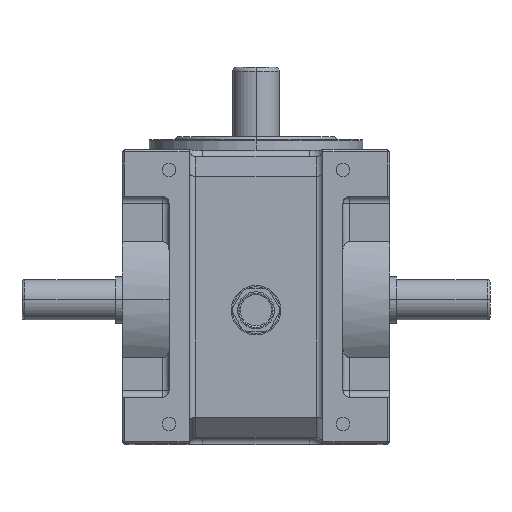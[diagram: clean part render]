
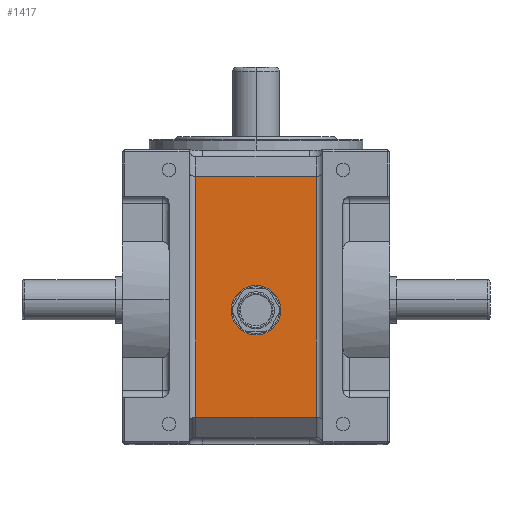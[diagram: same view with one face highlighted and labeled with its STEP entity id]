
A CAD part, top view. The second image highlights one B-rep face of the part: STEP entity #1417.
In plain terms, the highlighted planar face has unit normal (0, 0, 1).
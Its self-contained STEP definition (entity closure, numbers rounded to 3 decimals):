
#121 = CARTESIAN_POINT ( 'NONE',  ( -145., 0., -5. ) ) ;
#327 = CARTESIAN_POINT ( 'NONE',  ( -55., 20., -5. ) ) ;
#790 = ORIENTED_EDGE ( 'NONE', *, *, #14236, .T. ) ;
#1116 = DIRECTION ( 'NONE',  ( 0., 1., 0. ) ) ;
#1417 = ADVANCED_FACE ( 'NONE', ( #11837, #17692 ), #6705, .T. ) ;
#1628 = VECTOR ( 'NONE', #19168, 1000. ) ;
#1669 = EDGE_CURVE ( 'NONE', #8390, #19050, #6963, .T. ) ;
#1684 = DIRECTION ( 'NONE',  ( 0., -1., 0. ) ) ;
#2131 = DIRECTION ( 'NONE',  ( 0., 0., 1. ) ) ;
#2210 = EDGE_CURVE ( 'NONE', #12958, #14574, #2562, .T. ) ;
#2504 = CARTESIAN_POINT ( 'NONE',  ( -50., 20., -5. ) ) ;
#2562 = LINE ( 'NONE', #8724, #3553 ) ;
#2851 = EDGE_CURVE ( 'NONE', #8753, #11641, #14744, .T. ) ;
#3144 = AXIS2_PLACEMENT_3D ( 'NONE', #8928, #13644, #10498 ) ;
#3553 = VECTOR ( 'NONE', #1116, 1000. ) ;
#3600 = CARTESIAN_POINT ( 'NONE',  ( -118.5, 100., -5. ) ) ;
#3651 = EDGE_LOOP ( 'NONE', ( #4697, #3700, #790, #10679 ) ) ;
#3700 = ORIENTED_EDGE ( 'NONE', *, *, #2851, .T. ) ;
#3904 = CARTESIAN_POINT ( 'NONE',  ( -55., 200., -5. ) ) ;
#4289 = LINE ( 'NONE', #8347, #1628 ) ;
#4697 = ORIENTED_EDGE ( 'NONE', *, *, #10109, .T. ) ;
#4897 = EDGE_CURVE ( 'NONE', #19050, #8390, #13986, .T. ) ;
#5531 = CARTESIAN_POINT ( 'NONE',  ( -145., 20., -5. ) ) ;
#5802 = CARTESIAN_POINT ( 'NONE',  ( -100., 100., -5. ) ) ;
#5951 = ORIENTED_EDGE ( 'NONE', *, *, #1669, .F. ) ;
#6705 = PLANE ( 'NONE',  #13710 ) ;
#6963 = CIRCLE ( 'NONE', #3144, 18.5 ) ;
#8347 = CARTESIAN_POINT ( 'NONE',  ( -150., 200., -5. ) ) ;
#8390 = VERTEX_POINT ( 'NONE', #13912 ) ;
#8724 = CARTESIAN_POINT ( 'NONE',  ( -55., 0., -5. ) ) ;
#8753 = VERTEX_POINT ( 'NONE', #15048 ) ;
#8799 = LINE ( 'NONE', #2504, #13954 ) ;
#8928 = CARTESIAN_POINT ( 'NONE',  ( -100., 100., -5. ) ) ;
#9471 = ORIENTED_EDGE ( 'NONE', *, *, #4897, .F. ) ;
#9958 = CARTESIAN_POINT ( 'NONE',  ( -150., 0., -5. ) ) ;
#10109 = EDGE_CURVE ( 'NONE', #14574, #8753, #4289, .T. ) ;
#10433 = DIRECTION ( 'NONE',  ( 0., 0., 1. ) ) ;
#10498 = DIRECTION ( 'NONE',  ( 1., 0., 0. ) ) ;
#10636 = DIRECTION ( 'NONE',  ( 1., 0., 0. ) ) ;
#10679 = ORIENTED_EDGE ( 'NONE', *, *, #2210, .T. ) ;
#11641 = VERTEX_POINT ( 'NONE', #5531 ) ;
#11837 = FACE_BOUND ( 'NONE', #20145, .T. ) ;
#12958 = VERTEX_POINT ( 'NONE', #327 ) ;
#13644 = DIRECTION ( 'NONE',  ( 0., 0., 1. ) ) ;
#13710 = AXIS2_PLACEMENT_3D ( 'NONE', #9958, #2131, #17592 ) ;
#13738 = AXIS2_PLACEMENT_3D ( 'NONE', #5802, #10433, #10636 ) ;
#13912 = CARTESIAN_POINT ( 'NONE',  ( -81.5, 100., -5. ) ) ;
#13954 = VECTOR ( 'NONE', #18506, 1000. ) ;
#13986 = CIRCLE ( 'NONE', #13738, 18.5 ) ;
#14040 = VECTOR ( 'NONE', #1684, 1000. ) ;
#14236 = EDGE_CURVE ( 'NONE', #11641, #12958, #8799, .T. ) ;
#14574 = VERTEX_POINT ( 'NONE', #3904 ) ;
#14744 = LINE ( 'NONE', #121, #14040 ) ;
#15048 = CARTESIAN_POINT ( 'NONE',  ( -145., 200., -5. ) ) ;
#17592 = DIRECTION ( 'NONE',  ( 1., 0., 0. ) ) ;
#17692 = FACE_OUTER_BOUND ( 'NONE', #3651, .T. ) ;
#18506 = DIRECTION ( 'NONE',  ( 1., 0., 0. ) ) ;
#19050 = VERTEX_POINT ( 'NONE', #3600 ) ;
#19168 = DIRECTION ( 'NONE',  ( -1., 0., 0. ) ) ;
#20145 = EDGE_LOOP ( 'NONE', ( #5951, #9471 ) ) ;
